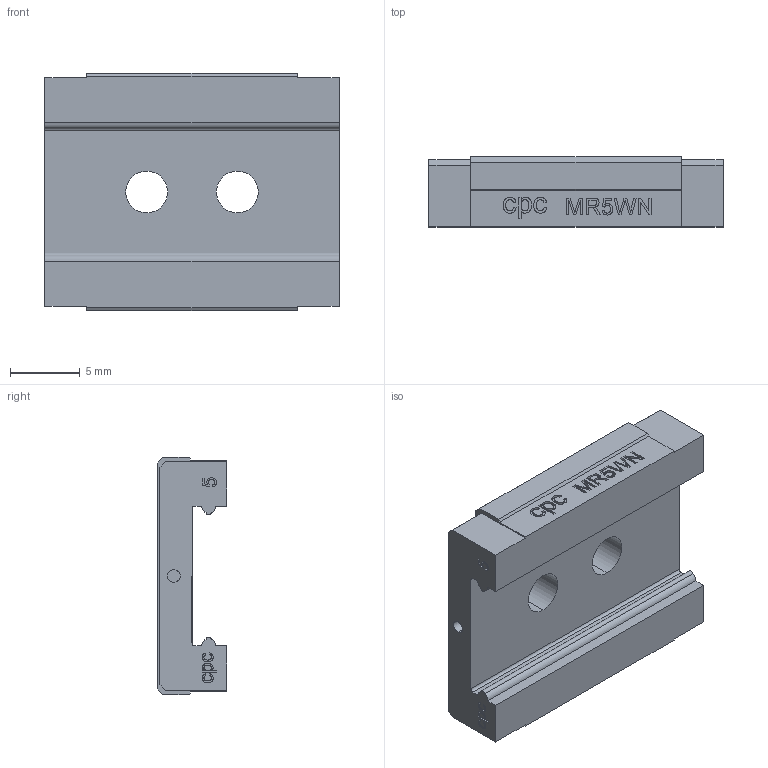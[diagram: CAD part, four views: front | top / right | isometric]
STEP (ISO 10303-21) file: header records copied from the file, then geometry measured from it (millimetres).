
FILE_DESCRIPTION (( 'STEP AP214' ), '1' );
FILE_NAME ('5WNC-SS-block.STEP', '2013-01-22T10:09:51', ( '' ), ( '' ), 'SwSTEP 2.0', 'SolidWorks 2010', '' );
FILE_SCHEMA (( 'AUTOMOTIVE_DESIGN' ));
Length unit declared in the file: millimetre
Products named in the file (1): 5WNC-SS-block
Bounding box: 21.1 x 5 x 17 mm (x, y, z)
Volume: 1167.7 mm3; surface area: 1239.1 mm2
Topology: 1 solids, 1 shells, 423 faces, 1149 edges, 760 vertices
Faces by surface type: plane 222, bspline 164, cylinder 25, cone 12
Entity records: 27742 total; most frequent: CARTESIAN_POINT 17845, ORIENTED_EDGE 2290, DIRECTION 1395, EDGE_CURVE 1145, VERTEX_POINT 760, LINE 759, VECTOR 759, EDGE_LOOP 463
